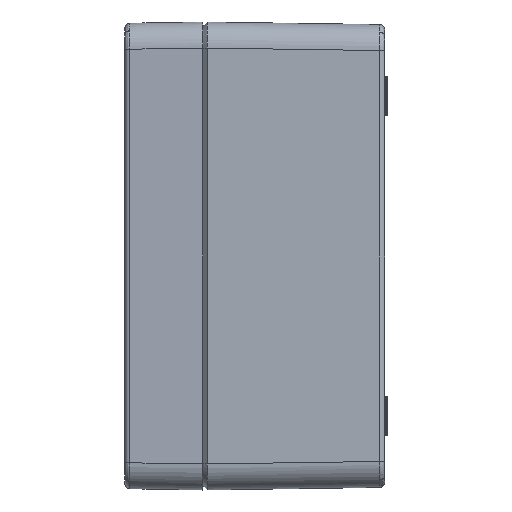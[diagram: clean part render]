
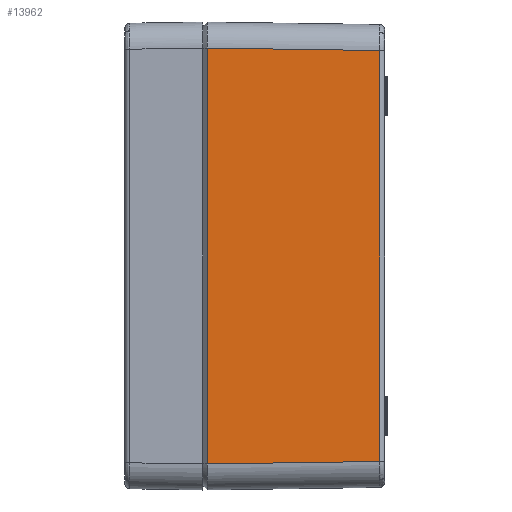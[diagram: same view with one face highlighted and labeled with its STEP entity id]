
A CAD part, left-side view. The second image highlights one B-rep face of the part: STEP entity #13962.
In plain terms, the highlighted planar face has unit normal (-1, -0.014, 0).
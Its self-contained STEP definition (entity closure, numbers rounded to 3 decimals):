
#871=PLANE('',#15450);
#1557=LINE('',#30206,#2456);
#1558=LINE('',#30207,#2457);
#1559=LINE('',#30209,#2458);
#1560=LINE('',#30210,#2459);
#2456=VECTOR('',#18627,1000.);
#2457=VECTOR('',#18628,1000.);
#2458=VECTOR('',#18629,1000.);
#2459=VECTOR('',#18630,1000.);
#3865=FACE_OUTER_BOUND('',#4972,.T.);
#4972=EDGE_LOOP('',(#11777,#11778,#11779,#11780));
#6915=VERTEX_POINT('',#29361);
#7013=VERTEX_POINT('',#30204);
#7014=VERTEX_POINT('',#30205);
#7015=VERTEX_POINT('',#30208);
#8674=EDGE_CURVE('',#7013,#7014,#1557,.T.);
#8675=EDGE_CURVE('',#7014,#6915,#1558,.T.);
#8676=EDGE_CURVE('',#6915,#7015,#1559,.T.);
#8677=EDGE_CURVE('',#7015,#7013,#1560,.T.);
#11777=ORIENTED_EDGE('',*,*,#8674,.T.);
#11778=ORIENTED_EDGE('',*,*,#8675,.T.);
#11779=ORIENTED_EDGE('',*,*,#8676,.T.);
#11780=ORIENTED_EDGE('',*,*,#8677,.T.);
#13962=ADVANCED_FACE('',(#3865),#871,.T.);
#15450=AXIS2_PLACEMENT_3D('',#30203,#18625,#18626);
#18625=DIRECTION('center_axis',(-1.,-0.014,
0.));
#18626=DIRECTION('ref_axis',(0.014,-1.,0.));
#18627=DIRECTION('',(0.014,-1.,0.014));
#18628=DIRECTION('',(0.,0.,1.));
#18629=DIRECTION('',(-0.014,1.,0.014));
#18630=DIRECTION('',(0.,0.,-1.));
#29361=CARTESIAN_POINT('',(-89.028,-68.029,79.029));
#30203=CARTESIAN_POINT('Origin',(-90.,0.,-90.));
#30204=CARTESIAN_POINT('',(-89.974,-1.8,-79.975));
#30205=CARTESIAN_POINT('',(-89.028,-68.029,-79.029));
#30206=CARTESIAN_POINT('',(-90.002,0.143,-80.003));
#30207=CARTESIAN_POINT('',(-89.028,-68.029,79.001));
#30208=CARTESIAN_POINT('',(-89.974,-1.8,79.975));
#30209=CARTESIAN_POINT('',(-89.965,-2.428,79.966));
#30210=CARTESIAN_POINT('',(-89.974,-1.8,-90.));
